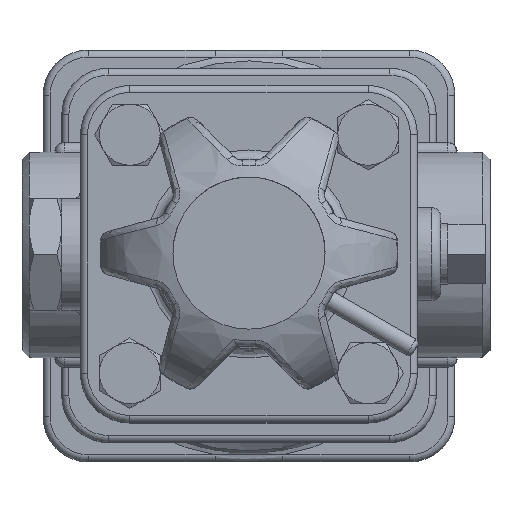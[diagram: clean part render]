
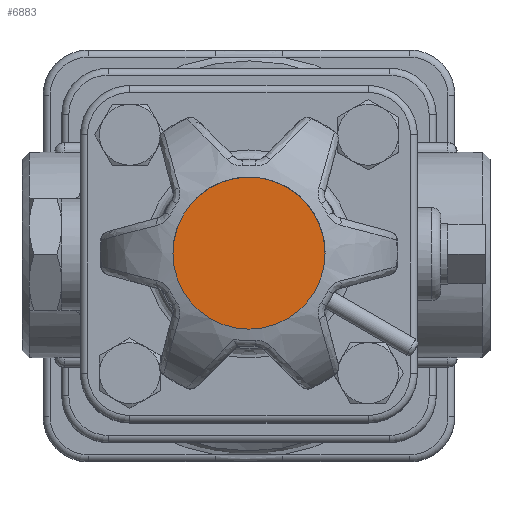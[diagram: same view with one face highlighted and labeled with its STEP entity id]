
A CAD part, top view. The second image highlights one B-rep face of the part: STEP entity #6883.
In plain terms, the highlighted planar face has unit normal (0, 0, 1).
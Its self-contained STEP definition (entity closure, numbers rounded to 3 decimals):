
#6863=CARTESIAN_POINT('',(16.25,0.0,280.797));
#6864=VERTEX_POINT('',#6863);
#6865=CARTESIAN_POINT('',(0.,0.0,280.797));
#6866=DIRECTION('',(0.0,0.0,-1.0));
#6867=DIRECTION('',(1.0,0.0,0.0));
#6868=AXIS2_PLACEMENT_3D('',#6865,#6866,#6867);
#6869=CIRCLE('',#6868,16.25);
#6870=EDGE_CURVE('',#6864,#6864,#6869,.T.);
#6875=CARTESIAN_POINT('',(8.125,0.0,280.797));
#6876=DIRECTION('',(0.0,0.0,-1.0));
#6877=DIRECTION('',(-1.0,0.0,0.0));
#6878=AXIS2_PLACEMENT_3D('',#6875,#6876,#6877);
#6879=PLANE('',#6878);
#6880=ORIENTED_EDGE('',*,*,#6870,.F.);
#6881=EDGE_LOOP('',(#6880));
#6882=FACE_OUTER_BOUND('',#6881,.T.);
#6883=ADVANCED_FACE('',(#6882),#6879,.F.);
